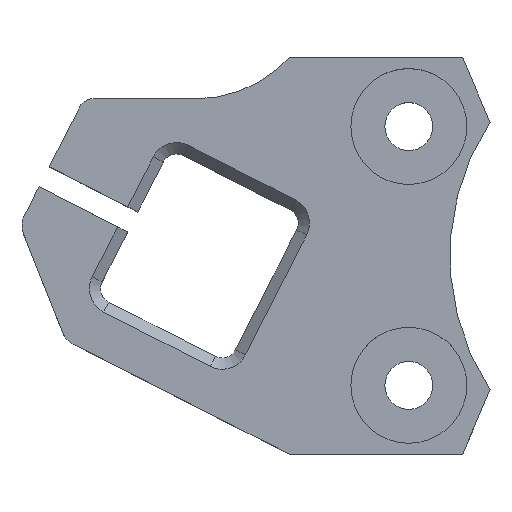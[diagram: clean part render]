
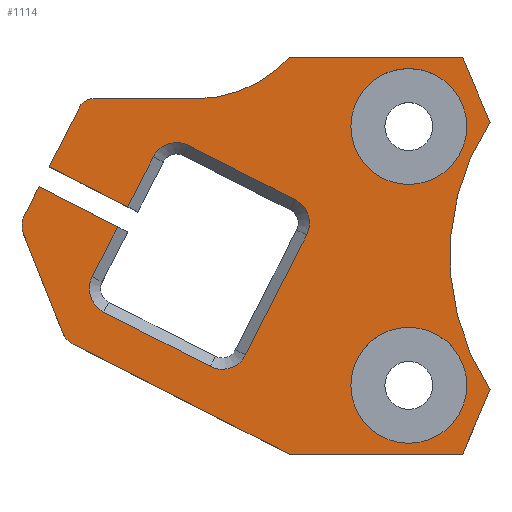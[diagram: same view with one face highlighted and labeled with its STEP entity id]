
A CAD part, top view. The second image highlights one B-rep face of the part: STEP entity #1114.
In plain terms, the highlighted planar face has unit normal (0, 0, 1).
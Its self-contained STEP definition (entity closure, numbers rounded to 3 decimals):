
#26=FACE_BOUND('',#149,.T.);
#27=FACE_BOUND('',#150,.T.);
#43=PLANE('',#1190);
#82=FACE_OUTER_BOUND('',#148,.T.);
#148=EDGE_LOOP('',(#775,#776,#777,#778,#779,#780,#781,#782,#783,#784,#785,
#786,#787,#788,#789,#790,#791,#792,#793,#794,#795,#796,#797,#798,#799));
#149=EDGE_LOOP('',(#800));
#150=EDGE_LOOP('',(#801));
#230=CIRCLE('',#1188,3.);
#232=CIRCLE('',#1191,3.);
#233=CIRCLE('',#1192,32.5);
#234=CIRCLE('',#1193,17.);
#235=CIRCLE('',#1194,2.);
#236=CIRCLE('',#1195,3.5);
#237=CIRCLE('',#1196,3.5);
#238=CIRCLE('',#1197,3.5);
#239=CIRCLE('',#1198,3.5);
#240=CIRCLE('',#1199,7.75);
#241=CIRCLE('',#1200,7.75);
#279=LINE('',#1667,#390);
#280=LINE('',#1671,#391);
#281=LINE('',#1673,#392);
#282=LINE('',#1675,#393);
#283=LINE('',#1679,#394);
#284=LINE('',#1681,#395);
#285=LINE('',#1685,#396);
#286=LINE('',#1689,#397);
#287=LINE('',#1691,#398);
#288=LINE('',#1693,#399);
#289=LINE('',#1697,#400);
#290=LINE('',#1701,#401);
#291=LINE('',#1705,#402);
#292=LINE('',#1709,#403);
#293=LINE('',#1711,#404);
#294=LINE('',#1712,#405);
#390=VECTOR('',#1315,10.);
#391=VECTOR('',#1318,10.);
#392=VECTOR('',#1319,10.);
#393=VECTOR('',#1320,10.);
#394=VECTOR('',#1323,10.);
#395=VECTOR('',#1324,10.);
#396=VECTOR('',#1327,10.);
#397=VECTOR('',#1330,10.);
#398=VECTOR('',#1331,10.);
#399=VECTOR('',#1332,10.);
#400=VECTOR('',#1335,10.);
#401=VECTOR('',#1338,10.);
#402=VECTOR('',#1341,10.);
#403=VECTOR('',#1344,10.);
#404=VECTOR('',#1345,10.);
#405=VECTOR('',#1346,10.);
#502=VERTEX_POINT('',#1656);
#503=VERTEX_POINT('',#1658);
#506=VERTEX_POINT('',#1666);
#507=VERTEX_POINT('',#1668);
#508=VERTEX_POINT('',#1670);
#509=VERTEX_POINT('',#1672);
#510=VERTEX_POINT('',#1674);
#511=VERTEX_POINT('',#1676);
#512=VERTEX_POINT('',#1678);
#513=VERTEX_POINT('',#1680);
#514=VERTEX_POINT('',#1682);
#515=VERTEX_POINT('',#1684);
#516=VERTEX_POINT('',#1686);
#517=VERTEX_POINT('',#1688);
#518=VERTEX_POINT('',#1690);
#519=VERTEX_POINT('',#1692);
#520=VERTEX_POINT('',#1694);
#521=VERTEX_POINT('',#1696);
#522=VERTEX_POINT('',#1698);
#523=VERTEX_POINT('',#1700);
#524=VERTEX_POINT('',#1702);
#525=VERTEX_POINT('',#1704);
#526=VERTEX_POINT('',#1706);
#527=VERTEX_POINT('',#1708);
#528=VERTEX_POINT('',#1710);
#529=VERTEX_POINT('',#1713);
#530=VERTEX_POINT('',#1715);
#609=EDGE_CURVE('',#502,#503,#230,.T.);
#613=EDGE_CURVE('',#506,#502,#279,.T.);
#614=EDGE_CURVE('',#507,#506,#232,.T.);
#615=EDGE_CURVE('',#507,#508,#280,.T.);
#616=EDGE_CURVE('',#508,#509,#281,.T.);
#617=EDGE_CURVE('',#510,#509,#282,.T.);
#618=EDGE_CURVE('',#510,#511,#233,.T.);
#619=EDGE_CURVE('',#512,#511,#283,.T.);
#620=EDGE_CURVE('',#512,#513,#284,.T.);
#621=EDGE_CURVE('',#514,#513,#234,.T.);
#622=EDGE_CURVE('',#514,#515,#285,.T.);
#623=EDGE_CURVE('',#516,#515,#235,.T.);
#624=EDGE_CURVE('',#516,#517,#286,.T.);
#625=EDGE_CURVE('',#517,#518,#287,.T.);
#626=EDGE_CURVE('',#519,#518,#288,.T.);
#627=EDGE_CURVE('',#520,#519,#236,.T.);
#628=EDGE_CURVE('',#521,#520,#289,.T.);
#629=EDGE_CURVE('',#522,#521,#237,.T.);
#630=EDGE_CURVE('',#523,#522,#290,.T.);
#631=EDGE_CURVE('',#524,#523,#238,.T.);
#632=EDGE_CURVE('',#525,#524,#291,.T.);
#633=EDGE_CURVE('',#526,#525,#239,.T.);
#634=EDGE_CURVE('',#527,#526,#292,.T.);
#635=EDGE_CURVE('',#527,#528,#293,.T.);
#636=EDGE_CURVE('',#528,#503,#294,.T.);
#637=EDGE_CURVE('',#529,#529,#240,.T.);
#638=EDGE_CURVE('',#530,#530,#241,.T.);
#775=ORIENTED_EDGE('',*,*,#609,.F.);
#776=ORIENTED_EDGE('',*,*,#613,.F.);
#777=ORIENTED_EDGE('',*,*,#614,.F.);
#778=ORIENTED_EDGE('',*,*,#615,.T.);
#779=ORIENTED_EDGE('',*,*,#616,.T.);
#780=ORIENTED_EDGE('',*,*,#617,.F.);
#781=ORIENTED_EDGE('',*,*,#618,.T.);
#782=ORIENTED_EDGE('',*,*,#619,.F.);
#783=ORIENTED_EDGE('',*,*,#620,.T.);
#784=ORIENTED_EDGE('',*,*,#621,.F.);
#785=ORIENTED_EDGE('',*,*,#622,.T.);
#786=ORIENTED_EDGE('',*,*,#623,.F.);
#787=ORIENTED_EDGE('',*,*,#624,.T.);
#788=ORIENTED_EDGE('',*,*,#625,.T.);
#789=ORIENTED_EDGE('',*,*,#626,.F.);
#790=ORIENTED_EDGE('',*,*,#627,.F.);
#791=ORIENTED_EDGE('',*,*,#628,.F.);
#792=ORIENTED_EDGE('',*,*,#629,.F.);
#793=ORIENTED_EDGE('',*,*,#630,.F.);
#794=ORIENTED_EDGE('',*,*,#631,.F.);
#795=ORIENTED_EDGE('',*,*,#632,.F.);
#796=ORIENTED_EDGE('',*,*,#633,.F.);
#797=ORIENTED_EDGE('',*,*,#634,.F.);
#798=ORIENTED_EDGE('',*,*,#635,.T.);
#799=ORIENTED_EDGE('',*,*,#636,.T.);
#800=ORIENTED_EDGE('',*,*,#637,.T.);
#801=ORIENTED_EDGE('',*,*,#638,.T.);
#1114=ADVANCED_FACE('',(#82,#26,#27),#43,.T.);
#1188=AXIS2_PLACEMENT_3D('',#1659,#1307,#1308);
#1190=AXIS2_PLACEMENT_3D('',#1665,#1313,#1314);
#1191=AXIS2_PLACEMENT_3D('',#1669,#1316,#1317);
#1192=AXIS2_PLACEMENT_3D('',#1677,#1321,#1322);
#1193=AXIS2_PLACEMENT_3D('',#1683,#1325,#1326);
#1194=AXIS2_PLACEMENT_3D('',#1687,#1328,#1329);
#1195=AXIS2_PLACEMENT_3D('',#1695,#1333,#1334);
#1196=AXIS2_PLACEMENT_3D('',#1699,#1336,#1337);
#1197=AXIS2_PLACEMENT_3D('',#1703,#1339,#1340);
#1198=AXIS2_PLACEMENT_3D('',#1707,#1342,#1343);
#1199=AXIS2_PLACEMENT_3D('',#1714,#1347,#1348);
#1200=AXIS2_PLACEMENT_3D('',#1716,#1349,#1350);
#1307=DIRECTION('center_axis',(0.,0.,-1.));
#1308=DIRECTION('ref_axis',(-0.999,0.047,0.));
#1313=DIRECTION('center_axis',(0.,0.,1.));
#1314=DIRECTION('ref_axis',(1.,0.,0.));
#1315=DIRECTION('',(-0.369,0.929,0.));
#1316=DIRECTION('center_axis',(0.,0.,-1.));
#1317=DIRECTION('ref_axis',(-0.739,-0.673,0.));
#1318=DIRECTION('',(0.891,-0.454,0.));
#1319=DIRECTION('',(1.,0.,0.));
#1320=DIRECTION('',(-0.391,-0.92,0.));
#1321=DIRECTION('center_axis',(0.,0.,-1.));
#1322=DIRECTION('ref_axis',(1.,0.,0.));
#1323=DIRECTION('',(0.391,-0.92,0.));
#1324=DIRECTION('',(-1.,0.,0.));
#1325=DIRECTION('center_axis',(0.,0.,1.));
#1326=DIRECTION('ref_axis',(0.736,-0.676,0.));
#1327=DIRECTION('',(-1.,0.,0.));
#1328=DIRECTION('center_axis',(0.,0.,-1.));
#1329=DIRECTION('ref_axis',(-0.522,0.853,0.));
#1330=DIRECTION('',(-0.454,-0.891,0.));
#1331=DIRECTION('',(0.891,-0.454,0.));
#1332=DIRECTION('',(-0.454,-0.891,0.));
#1333=DIRECTION('center_axis',(0.,0.,1.));
#1334=DIRECTION('ref_axis',(-0.309,0.951,0.));
#1335=DIRECTION('',(-0.891,0.454,0.));
#1336=DIRECTION('center_axis',(0.,0.,1.));
#1337=DIRECTION('ref_axis',(0.951,0.309,0.));
#1338=DIRECTION('',(0.454,0.891,0.));
#1339=DIRECTION('center_axis',(0.,0.,1.));
#1340=DIRECTION('ref_axis',(0.309,-0.951,0.));
#1341=DIRECTION('',(0.891,-0.454,0.));
#1342=DIRECTION('center_axis',(0.,0.,1.));
#1343=DIRECTION('ref_axis',(-0.951,-0.309,0.));
#1344=DIRECTION('',(-0.454,-0.891,0.));
#1345=DIRECTION('',(-0.891,0.454,0.));
#1346=DIRECTION('',(-0.454,-0.891,0.));
#1347=DIRECTION('center_axis',(0.,0.,-1.));
#1348=DIRECTION('ref_axis',(-1.,0.,0.));
#1349=DIRECTION('center_axis',(0.,0.,-1.));
#1350=DIRECTION('ref_axis',(-1.,0.,0.));
#1656=CARTESIAN_POINT('',(-23.506,2.931,8.));
#1658=CARTESIAN_POINT('',(-23.39,5.4,8.));
#1659=CARTESIAN_POINT('Origin',(-20.717,4.038,8.));
#1665=CARTESIAN_POINT('Origin',(22.823,0.547,8.));
#1666=CARTESIAN_POINT('',(-18.28,-10.232,8.));
#1667=CARTESIAN_POINT('',(-18.658,-9.281,8.));
#1668=CARTESIAN_POINT('',(-16.854,-11.798,8.));
#1669=CARTESIAN_POINT('Origin',(-15.492,-9.125,8.));
#1670=CARTESIAN_POINT('',(12.,-26.5,8.));
#1671=CARTESIAN_POINT('',(-29.,-5.609,8.));
#1672=CARTESIAN_POINT('',(35.185,-26.5,8.));
#1673=CARTESIAN_POINT('',(12.,-26.5,8.));
#1674=CARTESIAN_POINT('',(38.851,-17.866,8.));
#1675=CARTESIAN_POINT('',(40.022,-15.108,8.));
#1676=CARTESIAN_POINT('',(38.851,17.866,8.));
#1677=CARTESIAN_POINT('Origin',(66.,0.,8.));
#1678=CARTESIAN_POINT('',(35.185,26.5,8.));
#1679=CARTESIAN_POINT('',(39.826,15.571,8.));
#1680=CARTESIAN_POINT('',(12.,26.5,8.));
#1681=CARTESIAN_POINT('',(62.,26.5,8.));
#1682=CARTESIAN_POINT('',(-0.52,21.,8.));
#1683=CARTESIAN_POINT('Origin',(-0.52,38.,8.));
#1684=CARTESIAN_POINT('',(-14.216,21.,8.));
#1685=CARTESIAN_POINT('',(7.5,21.,8.));
#1686=CARTESIAN_POINT('',(-15.998,19.908,8.));
#1687=CARTESIAN_POINT('Origin',(-14.216,19.,8.));
#1688=CARTESIAN_POINT('',(-20.073,11.911,8.));
#1689=CARTESIAN_POINT('',(-15.442,21.,8.));
#1690=CARTESIAN_POINT('',(-9.566,6.557,8.));
#1691=CARTESIAN_POINT('',(-8.19,5.857,8.));
#1692=CARTESIAN_POINT('',(-6.161,13.24,8.));
#1693=CARTESIAN_POINT('',(-10.281,5.153,8.));
#1694=CARTESIAN_POINT('',(-1.453,14.77,8.));
#1695=CARTESIAN_POINT('Origin',(-3.042,11.651,8.));
#1696=CARTESIAN_POINT('',(12.803,7.506,8.));
#1697=CARTESIAN_POINT('',(10.169,8.848,8.));
#1698=CARTESIAN_POINT('',(14.332,2.798,8.));
#1699=CARTESIAN_POINT('Origin',(11.214,4.387,8.));
#1700=CARTESIAN_POINT('',(6.161,-13.24,8.));
#1701=CARTESIAN_POINT('',(15.206,4.513,8.));
#1702=CARTESIAN_POINT('',(1.453,-14.77,8.));
#1703=CARTESIAN_POINT('Origin',(3.042,-11.651,8.));
#1704=CARTESIAN_POINT('',(-12.803,-7.506,8.));
#1705=CARTESIAN_POINT('',(7.729,-17.967,8.));
#1706=CARTESIAN_POINT('',(-14.332,-2.798,8.));
#1707=CARTESIAN_POINT('Origin',(-11.214,-4.387,8.));
#1708=CARTESIAN_POINT('',(-10.928,3.884,8.));
#1709=CARTESIAN_POINT('',(-10.281,5.153,8.));
#1710=CARTESIAN_POINT('',(-21.435,9.238,8.));
#1711=CARTESIAN_POINT('',(8.268,-5.896,8.));
#1712=CARTESIAN_POINT('',(-15.442,21.,8.));
#1713=CARTESIAN_POINT('',(35.75,-17.3,8.));
#1714=CARTESIAN_POINT('Origin',(28.,-17.3,8.));
#1715=CARTESIAN_POINT('',(35.75,17.3,8.));
#1716=CARTESIAN_POINT('Origin',(28.,17.3,8.));
